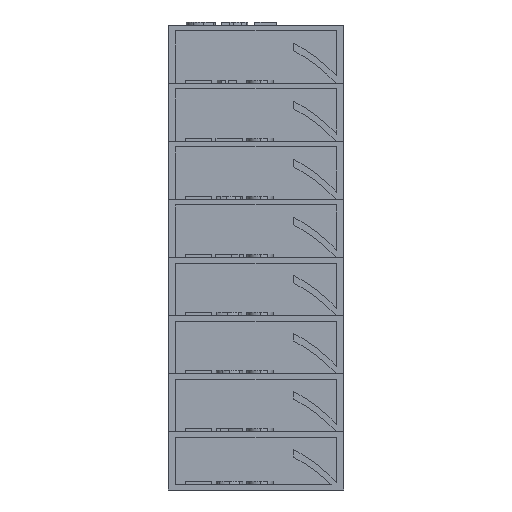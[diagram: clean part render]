
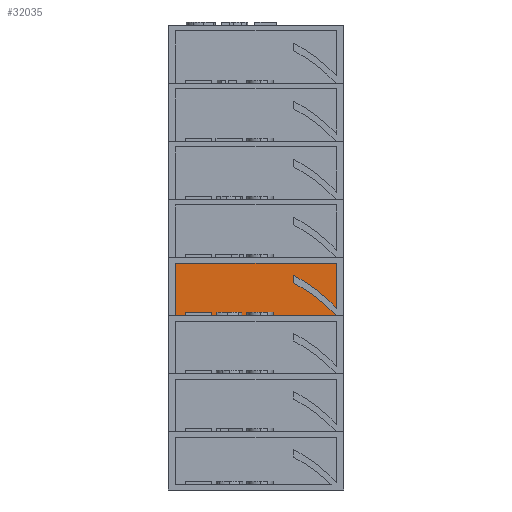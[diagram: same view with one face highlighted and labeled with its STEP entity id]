
A CAD part, front view. The second image highlights one B-rep face of the part: STEP entity #32035.
In plain terms, the highlighted planar face has unit normal (0, -1, 0).
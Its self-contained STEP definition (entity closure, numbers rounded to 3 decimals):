
#31092 = PLANE('',#31093);
#31093 = AXIS2_PLACEMENT_3D('',#31094,#31095,#31096);
#31094 = CARTESIAN_POINT('',(0.,2.331,29.7));
#31095 = DIRECTION('',(0.,0.,1.));
#31096 = DIRECTION('',(1.,0.,0.));
#31229 = VERTEX_POINT('',#31230);
#31230 = CARTESIAN_POINT('',(13.7,3.7,29.7));
#31244 = PLANE('',#31245);
#31245 = AXIS2_PLACEMENT_3D('',#31246,#31247,#31248);
#31246 = CARTESIAN_POINT('',(13.7,-5.,29.7));
#31247 = DIRECTION('',(-1.,0.,0.));
#31248 = DIRECTION('',(0.,1.,0.));
#31256 = EDGE_CURVE('',#31229,#31257,#31259,.T.);
#31257 = VERTEX_POINT('',#31258);
#31258 = CARTESIAN_POINT('',(-13.7,3.7,29.7));
#31259 = SURFACE_CURVE('',#31260,(#31264,#31271),.PCURVE_S1.);
#31260 = LINE('',#31261,#31262);
#31261 = CARTESIAN_POINT('',(13.7,3.7,29.7));
#31262 = VECTOR('',#31263,1.);
#31263 = DIRECTION('',(-1.,0.,0.));
#31264 = PCURVE('',#31092,#31265);
#31265 = DEFINITIONAL_REPRESENTATION('',(#31266),#31270);
#31266 = LINE('',#31267,#31268);
#31267 = CARTESIAN_POINT('',(13.7,1.369));
#31268 = VECTOR('',#31269,1.);
#31269 = DIRECTION('',(-1.,0.));
#31270 = ( GEOMETRIC_REPRESENTATION_CONTEXT(2) 
PARAMETRIC_REPRESENTATION_CONTEXT() REPRESENTATION_CONTEXT('2D SPACE',''
  ) );
#31271 = PCURVE('',#31272,#31277);
#31272 = PLANE('',#31273);
#31273 = AXIS2_PLACEMENT_3D('',#31274,#31275,#31276);
#31274 = CARTESIAN_POINT('',(13.7,3.7,29.7));
#31275 = DIRECTION('',(0.,-1.,0.));
#31276 = DIRECTION('',(-1.,0.,0.));
#31277 = DEFINITIONAL_REPRESENTATION('',(#31278),#31282);
#31278 = LINE('',#31279,#31280);
#31279 = CARTESIAN_POINT('',(0.,-0.));
#31280 = VECTOR('',#31281,1.);
#31281 = DIRECTION('',(1.,0.));
#31282 = ( GEOMETRIC_REPRESENTATION_CONTEXT(2) 
PARAMETRIC_REPRESENTATION_CONTEXT() REPRESENTATION_CONTEXT('2D SPACE',''
  ) );
#31300 = PLANE('',#31301);
#31301 = AXIS2_PLACEMENT_3D('',#31302,#31303,#31304);
#31302 = CARTESIAN_POINT('',(-13.7,3.7,29.7));
#31303 = DIRECTION('',(1.,0.,0.));
#31304 = DIRECTION('',(0.,-1.,0.));
#31585 = PLANE('',#31586);
#31586 = AXIS2_PLACEMENT_3D('',#31587,#31588,#31589);
#31587 = CARTESIAN_POINT('',(0.,0.,38.7));
#31588 = DIRECTION('',(0.,0.,1.));
#31589 = DIRECTION('',(1.,0.,0.));
#31992 = VERTEX_POINT('',#31993);
#31993 = CARTESIAN_POINT('',(13.7,3.7,38.7));
#32014 = EDGE_CURVE('',#31229,#31992,#32015,.T.);
#32015 = SURFACE_CURVE('',#32016,(#32020,#32027),.PCURVE_S1.);
#32016 = LINE('',#32017,#32018);
#32017 = CARTESIAN_POINT('',(13.7,3.7,29.7));
#32018 = VECTOR('',#32019,1.);
#32019 = DIRECTION('',(0.,0.,1.));
#32020 = PCURVE('',#31244,#32021);
#32021 = DEFINITIONAL_REPRESENTATION('',(#32022),#32026);
#32022 = LINE('',#32023,#32024);
#32023 = CARTESIAN_POINT('',(8.7,0.));
#32024 = VECTOR('',#32025,1.);
#32025 = DIRECTION('',(0.,-1.));
#32026 = ( GEOMETRIC_REPRESENTATION_CONTEXT(2) 
PARAMETRIC_REPRESENTATION_CONTEXT() REPRESENTATION_CONTEXT('2D SPACE',''
  ) );
#32027 = PCURVE('',#31272,#32028);
#32028 = DEFINITIONAL_REPRESENTATION('',(#32029),#32033);
#32029 = LINE('',#32030,#32031);
#32030 = CARTESIAN_POINT('',(0.,-0.));
#32031 = VECTOR('',#32032,1.);
#32032 = DIRECTION('',(0.,-1.));
#32033 = ( GEOMETRIC_REPRESENTATION_CONTEXT(2) 
PARAMETRIC_REPRESENTATION_CONTEXT() REPRESENTATION_CONTEXT('2D SPACE',''
  ) );
#32035 = ADVANCED_FACE('',(#32036),#31272,.T.);
#32036 = FACE_BOUND('',#32037,.T.);
#32037 = EDGE_LOOP('',(#32038,#32039,#32040,#32063));
#32038 = ORIENTED_EDGE('',*,*,#31256,.F.);
#32039 = ORIENTED_EDGE('',*,*,#32014,.T.);
#32040 = ORIENTED_EDGE('',*,*,#32041,.T.);
#32041 = EDGE_CURVE('',#31992,#32042,#32044,.T.);
#32042 = VERTEX_POINT('',#32043);
#32043 = CARTESIAN_POINT('',(-13.7,3.7,38.7));
#32044 = SURFACE_CURVE('',#32045,(#32049,#32056),.PCURVE_S1.);
#32045 = LINE('',#32046,#32047);
#32046 = CARTESIAN_POINT('',(6.85,3.7,38.7));
#32047 = VECTOR('',#32048,1.);
#32048 = DIRECTION('',(-1.,0.,0.));
#32049 = PCURVE('',#31272,#32050);
#32050 = DEFINITIONAL_REPRESENTATION('',(#32051),#32055);
#32051 = LINE('',#32052,#32053);
#32052 = CARTESIAN_POINT('',(6.85,-9.));
#32053 = VECTOR('',#32054,1.);
#32054 = DIRECTION('',(1.,0.));
#32055 = ( GEOMETRIC_REPRESENTATION_CONTEXT(2) 
PARAMETRIC_REPRESENTATION_CONTEXT() REPRESENTATION_CONTEXT('2D SPACE',''
  ) );
#32056 = PCURVE('',#31585,#32057);
#32057 = DEFINITIONAL_REPRESENTATION('',(#32058),#32062);
#32058 = LINE('',#32059,#32060);
#32059 = CARTESIAN_POINT('',(6.85,3.7));
#32060 = VECTOR('',#32061,1.);
#32061 = DIRECTION('',(-1.,0.));
#32062 = ( GEOMETRIC_REPRESENTATION_CONTEXT(2) 
PARAMETRIC_REPRESENTATION_CONTEXT() REPRESENTATION_CONTEXT('2D SPACE',''
  ) );
#32063 = ORIENTED_EDGE('',*,*,#32064,.F.);
#32064 = EDGE_CURVE('',#31257,#32042,#32065,.T.);
#32065 = SURFACE_CURVE('',#32066,(#32070,#32077),.PCURVE_S1.);
#32066 = LINE('',#32067,#32068);
#32067 = CARTESIAN_POINT('',(-13.7,3.7,29.7));
#32068 = VECTOR('',#32069,1.);
#32069 = DIRECTION('',(0.,0.,1.));
#32070 = PCURVE('',#31272,#32071);
#32071 = DEFINITIONAL_REPRESENTATION('',(#32072),#32076);
#32072 = LINE('',#32073,#32074);
#32073 = CARTESIAN_POINT('',(27.4,0.));
#32074 = VECTOR('',#32075,1.);
#32075 = DIRECTION('',(0.,-1.));
#32076 = ( GEOMETRIC_REPRESENTATION_CONTEXT(2) 
PARAMETRIC_REPRESENTATION_CONTEXT() REPRESENTATION_CONTEXT('2D SPACE',''
  ) );
#32077 = PCURVE('',#31300,#32078);
#32078 = DEFINITIONAL_REPRESENTATION('',(#32079),#32083);
#32079 = LINE('',#32080,#32081);
#32080 = CARTESIAN_POINT('',(0.,0.));
#32081 = VECTOR('',#32082,1.);
#32082 = DIRECTION('',(0.,-1.));
#32083 = ( GEOMETRIC_REPRESENTATION_CONTEXT(2) 
PARAMETRIC_REPRESENTATION_CONTEXT() REPRESENTATION_CONTEXT('2D SPACE',''
  ) );
